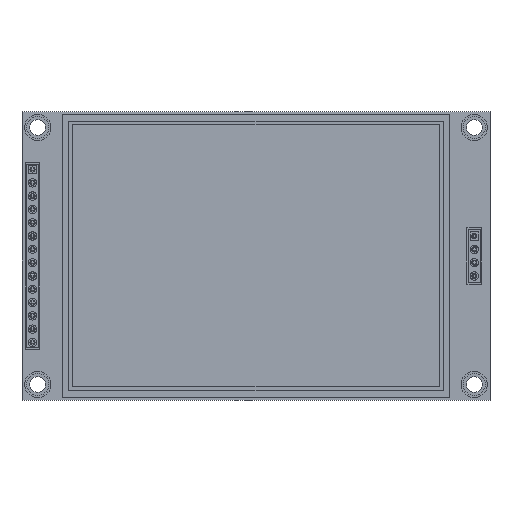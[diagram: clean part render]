
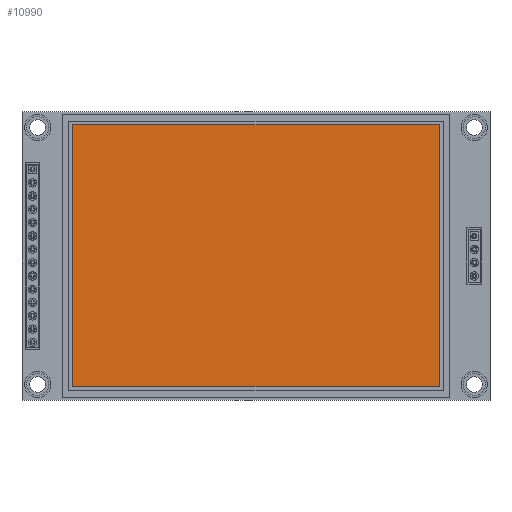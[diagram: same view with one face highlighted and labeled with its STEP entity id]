
A CAD part, top view. The second image highlights one B-rep face of the part: STEP entity #10990.
In plain terms, the highlighted planar face has unit normal (0, 0, 1).
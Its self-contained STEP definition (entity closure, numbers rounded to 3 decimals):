
#10990 = ADVANCED_FACE('',(#10991),#11005,.T.);
#10991 = FACE_BOUND('',#10992,.T.);
#10992 = EDGE_LOOP('',(#10993,#11028,#11056,#11084));
#10993 = ORIENTED_EDGE('',*,*,#10994,.T.);
#10994 = EDGE_CURVE('',#10995,#10997,#10999,.T.);
#10995 = VERTEX_POINT('',#10996);
#10996 = CARTESIAN_POINT('',(-35.,25.,4.));
#10997 = VERTEX_POINT('',#10998);
#10998 = CARTESIAN_POINT('',(-35.,-25.,4.));
#10999 = SURFACE_CURVE('',#11000,(#11004,#11016),.PCURVE_S1.);
#11000 = LINE('',#11001,#11002);
#11001 = CARTESIAN_POINT('',(-35.,0.,4.));
#11002 = VECTOR('',#11003,1.);
#11003 = DIRECTION('',(0.,-1.,0.));
#11004 = PCURVE('',#11005,#11010);
#11005 = PLANE('',#11006);
#11006 = AXIS2_PLACEMENT_3D('',#11007,#11008,#11009);
#11007 = CARTESIAN_POINT('',(0.,0.,4.));
#11008 = DIRECTION('',(0.,0.,1.));
#11009 = DIRECTION('',(1.,0.,0.));
#11010 = DEFINITIONAL_REPRESENTATION('',(#11011),#11015);
#11011 = LINE('',#11012,#11013);
#11012 = CARTESIAN_POINT('',(-35.,0.));
#11013 = VECTOR('',#11014,1.);
#11014 = DIRECTION('',(0.,-1.));
#11015 = ( GEOMETRIC_REPRESENTATION_CONTEXT(2) 
PARAMETRIC_REPRESENTATION_CONTEXT() REPRESENTATION_CONTEXT('2D SPACE',''
  ) );
#11016 = PCURVE('',#11017,#11022);
#11017 = PLANE('',#11018);
#11018 = AXIS2_PLACEMENT_3D('',#11019,#11020,#11021);
#11019 = CARTESIAN_POINT('',(-35.,25.,0.));
#11020 = DIRECTION('',(-1.,0.,0.));
#11021 = DIRECTION('',(0.,0.,1.));
#11022 = DEFINITIONAL_REPRESENTATION('',(#11023),#11027);
#11023 = LINE('',#11024,#11025);
#11024 = CARTESIAN_POINT('',(4.,-25.));
#11025 = VECTOR('',#11026,1.);
#11026 = DIRECTION('',(0.,-1.));
#11027 = ( GEOMETRIC_REPRESENTATION_CONTEXT(2) 
PARAMETRIC_REPRESENTATION_CONTEXT() REPRESENTATION_CONTEXT('2D SPACE',''
  ) );
#11028 = ORIENTED_EDGE('',*,*,#11029,.T.);
#11029 = EDGE_CURVE('',#10997,#11030,#11032,.T.);
#11030 = VERTEX_POINT('',#11031);
#11031 = CARTESIAN_POINT('',(35.,-25.,4.));
#11032 = SURFACE_CURVE('',#11033,(#11037,#11044),.PCURVE_S1.);
#11033 = LINE('',#11034,#11035);
#11034 = CARTESIAN_POINT('',(0.,-25.,4.));
#11035 = VECTOR('',#11036,1.);
#11036 = DIRECTION('',(1.,0.,0.));
#11037 = PCURVE('',#11005,#11038);
#11038 = DEFINITIONAL_REPRESENTATION('',(#11039),#11043);
#11039 = LINE('',#11040,#11041);
#11040 = CARTESIAN_POINT('',(0.,-25.));
#11041 = VECTOR('',#11042,1.);
#11042 = DIRECTION('',(1.,0.));
#11043 = ( GEOMETRIC_REPRESENTATION_CONTEXT(2) 
PARAMETRIC_REPRESENTATION_CONTEXT() REPRESENTATION_CONTEXT('2D SPACE',''
  ) );
#11044 = PCURVE('',#11045,#11050);
#11045 = PLANE('',#11046);
#11046 = AXIS2_PLACEMENT_3D('',#11047,#11048,#11049);
#11047 = CARTESIAN_POINT('',(-35.,-25.,0.));
#11048 = DIRECTION('',(0.,-1.,0.));
#11049 = DIRECTION('',(0.,0.,-1.));
#11050 = DEFINITIONAL_REPRESENTATION('',(#11051),#11055);
#11051 = LINE('',#11052,#11053);
#11052 = CARTESIAN_POINT('',(-4.,35.));
#11053 = VECTOR('',#11054,1.);
#11054 = DIRECTION('',(0.,1.));
#11055 = ( GEOMETRIC_REPRESENTATION_CONTEXT(2) 
PARAMETRIC_REPRESENTATION_CONTEXT() REPRESENTATION_CONTEXT('2D SPACE',''
  ) );
#11056 = ORIENTED_EDGE('',*,*,#11057,.T.);
#11057 = EDGE_CURVE('',#11030,#11058,#11060,.T.);
#11058 = VERTEX_POINT('',#11059);
#11059 = CARTESIAN_POINT('',(35.,25.,4.));
#11060 = SURFACE_CURVE('',#11061,(#11065,#11072),.PCURVE_S1.);
#11061 = LINE('',#11062,#11063);
#11062 = CARTESIAN_POINT('',(35.,0.,4.));
#11063 = VECTOR('',#11064,1.);
#11064 = DIRECTION('',(0.,1.,0.));
#11065 = PCURVE('',#11005,#11066);
#11066 = DEFINITIONAL_REPRESENTATION('',(#11067),#11071);
#11067 = LINE('',#11068,#11069);
#11068 = CARTESIAN_POINT('',(35.,0.));
#11069 = VECTOR('',#11070,1.);
#11070 = DIRECTION('',(0.,1.));
#11071 = ( GEOMETRIC_REPRESENTATION_CONTEXT(2) 
PARAMETRIC_REPRESENTATION_CONTEXT() REPRESENTATION_CONTEXT('2D SPACE',''
  ) );
#11072 = PCURVE('',#11073,#11078);
#11073 = PLANE('',#11074);
#11074 = AXIS2_PLACEMENT_3D('',#11075,#11076,#11077);
#11075 = CARTESIAN_POINT('',(35.,-25.,0.));
#11076 = DIRECTION('',(1.,0.,0.));
#11077 = DIRECTION('',(0.,0.,-1.));
#11078 = DEFINITIONAL_REPRESENTATION('',(#11079),#11083);
#11079 = LINE('',#11080,#11081);
#11080 = CARTESIAN_POINT('',(-4.,25.));
#11081 = VECTOR('',#11082,1.);
#11082 = DIRECTION('',(0.,1.));
#11083 = ( GEOMETRIC_REPRESENTATION_CONTEXT(2) 
PARAMETRIC_REPRESENTATION_CONTEXT() REPRESENTATION_CONTEXT('2D SPACE',''
  ) );
#11084 = ORIENTED_EDGE('',*,*,#11085,.T.);
#11085 = EDGE_CURVE('',#11058,#10995,#11086,.T.);
#11086 = SURFACE_CURVE('',#11087,(#11091,#11098),.PCURVE_S1.);
#11087 = LINE('',#11088,#11089);
#11088 = CARTESIAN_POINT('',(0.,25.,4.));
#11089 = VECTOR('',#11090,1.);
#11090 = DIRECTION('',(-1.,0.,0.));
#11091 = PCURVE('',#11005,#11092);
#11092 = DEFINITIONAL_REPRESENTATION('',(#11093),#11097);
#11093 = LINE('',#11094,#11095);
#11094 = CARTESIAN_POINT('',(0.,25.));
#11095 = VECTOR('',#11096,1.);
#11096 = DIRECTION('',(-1.,0.));
#11097 = ( GEOMETRIC_REPRESENTATION_CONTEXT(2) 
PARAMETRIC_REPRESENTATION_CONTEXT() REPRESENTATION_CONTEXT('2D SPACE',''
  ) );
#11098 = PCURVE('',#11099,#11104);
#11099 = PLANE('',#11100);
#11100 = AXIS2_PLACEMENT_3D('',#11101,#11102,#11103);
#11101 = CARTESIAN_POINT('',(35.,25.,0.));
#11102 = DIRECTION('',(0.,1.,0.));
#11103 = DIRECTION('',(0.,0.,1.));
#11104 = DEFINITIONAL_REPRESENTATION('',(#11105),#11109);
#11105 = LINE('',#11106,#11107);
#11106 = CARTESIAN_POINT('',(4.,-35.));
#11107 = VECTOR('',#11108,1.);
#11108 = DIRECTION('',(0.,-1.));
#11109 = ( GEOMETRIC_REPRESENTATION_CONTEXT(2) 
PARAMETRIC_REPRESENTATION_CONTEXT() REPRESENTATION_CONTEXT('2D SPACE',''
  ) );
